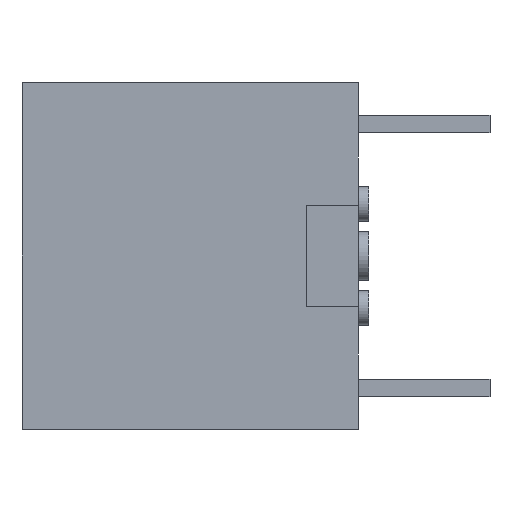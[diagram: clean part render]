
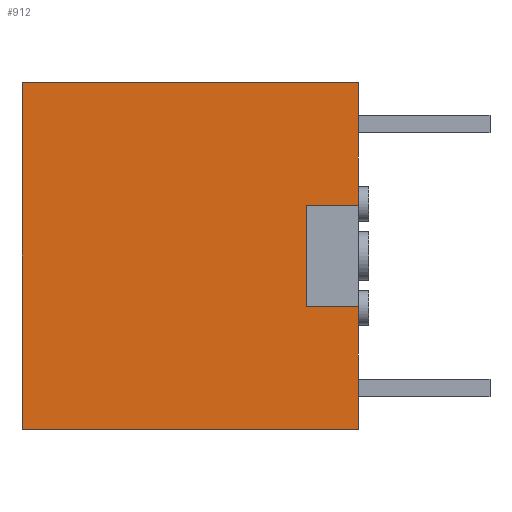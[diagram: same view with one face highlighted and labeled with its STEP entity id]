
A CAD part, left-side view. The second image highlights one B-rep face of the part: STEP entity #912.
In plain terms, the highlighted planar face has unit normal (-1, 0, 0).
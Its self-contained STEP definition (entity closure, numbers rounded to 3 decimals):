
#8 = EDGE_CURVE ( 'NONE', #546, #306, #866, .T. ) ;
#62 = VERTEX_POINT ( 'NONE', #1154 ) ;
#70 = VERTEX_POINT ( 'NONE', #1225 ) ;
#232 = ORIENTED_EDGE ( 'NONE', *, *, #1410, .T. ) ;
#306 = VERTEX_POINT ( 'NONE', #1520 ) ;
#340 = EDGE_CURVE ( 'NONE', #765, #62, #1543, .T. ) ;
#416 = EDGE_CURVE ( 'NONE', #70, #513, #1579, .T. ) ;
#490 = VERTEX_POINT ( 'NONE', #829 ) ;
#511 = EDGE_CURVE ( 'NONE', #490, #610, #918, .T. ) ;
#513 = VERTEX_POINT ( 'NONE', #922 ) ;
#546 = VERTEX_POINT ( 'NONE', #1031 ) ;
#586 = ORIENTED_EDGE ( 'NONE', *, *, #614, .T. ) ;
#602 = ORIENTED_EDGE ( 'NONE', *, *, #659, .F. ) ;
#610 = VERTEX_POINT ( 'NONE', #1380 ) ;
#612 = ORIENTED_EDGE ( 'NONE', *, *, #340, .F. ) ;
#614 = EDGE_CURVE ( 'NONE', #610, #546, #1391, .T. ) ;
#659 = EDGE_CURVE ( 'NONE', #490, #70, #1564, .T. ) ;
#682 = ORIENTED_EDGE ( 'NONE', *, *, #416, .F. ) ;
#715 = ORIENTED_EDGE ( 'NONE', *, *, #8, .T. ) ;
#735 = ORIENTED_EDGE ( 'NONE', *, *, #779, .F. ) ;
#765 = VERTEX_POINT ( 'NONE', #1253 ) ;
#779 = EDGE_CURVE ( 'NONE', #62, #306, #1328, .T. ) ;
#829 = CARTESIAN_POINT ( 'NONE',  ( -1.11, 10., -8.81 ) ) ;
#866 = LINE ( 'NONE', #867, #868 ) ;
#867 = CARTESIAN_POINT ( 'NONE',  ( -1.11, 0.3, -5.275 ) ) ;
#868 = VECTOR ( 'NONE', #869, 1000. ) ;
#869 = DIRECTION ( 'NONE',  ( 0., 1., 0. ) ) ;
#874 = ORIENTED_EDGE ( 'NONE', *, *, #511, .T. ) ;
#911 = EDGE_LOOP ( 'NONE', ( #586, #715, #735, #612, #232, #682, #602, #874 ) ) ;
#912 = ADVANCED_FACE ( 'NONE', ( #1012 ), #1016, .F. ) ;
#918 = LINE ( 'NONE', #919, #920 ) ;
#919 = CARTESIAN_POINT ( 'NONE',  ( -1.11, 10., -8.81 ) ) ;
#920 = VECTOR ( 'NONE', #921, 1000. ) ;
#921 = DIRECTION ( 'NONE',  ( 0., -1., 0. ) ) ;
#922 = CARTESIAN_POINT ( 'NONE',  ( -1.11, 0.3, 1.19 ) ) ;
#1012 = FACE_OUTER_BOUND ( 'NONE', #911, .T. ) ;
#1016 = PLANE ( 'NONE',  #1017 ) ;
#1017 = AXIS2_PLACEMENT_3D ( 'NONE', #1018, #1019, #1020 ) ;
#1018 = CARTESIAN_POINT ( 'NONE',  ( -1.11, 10., -8.81 ) ) ;
#1019 = DIRECTION ( 'NONE',  ( 1., 0., 0. ) ) ;
#1020 = DIRECTION ( 'NONE',  ( 0., 0., -1. ) ) ;
#1031 = CARTESIAN_POINT ( 'NONE',  ( -1.11, 0.3, -5.275 ) ) ;
#1154 = CARTESIAN_POINT ( 'NONE',  ( -1.11, 1.8, -2.345 ) ) ;
#1208 = LINE ( 'NONE', #1209, #1210 ) ;
#1209 = CARTESIAN_POINT ( 'NONE',  ( -1.11, 0.3, -8.81 ) ) ;
#1210 = VECTOR ( 'NONE', #1211, 1000. ) ;
#1211 = DIRECTION ( 'NONE',  ( 0., 0., 1. ) ) ;
#1225 = CARTESIAN_POINT ( 'NONE',  ( -1.11, 10., 1.19 ) ) ;
#1253 = CARTESIAN_POINT ( 'NONE',  ( -1.11, 0.3, -2.345 ) ) ;
#1328 = LINE ( 'NONE', #1329, #1330 ) ;
#1329 = CARTESIAN_POINT ( 'NONE',  ( -1.11, 1.8, -2.345 ) ) ;
#1330 = VECTOR ( 'NONE', #1331, 1000. ) ;
#1331 = DIRECTION ( 'NONE',  ( 0., 0., -1. ) ) ;
#1380 = CARTESIAN_POINT ( 'NONE',  ( -1.11, 0.3, -8.81 ) ) ;
#1391 = LINE ( 'NONE', #1392, #1393 ) ;
#1392 = CARTESIAN_POINT ( 'NONE',  ( -1.11, 0.3, -8.81 ) ) ;
#1393 = VECTOR ( 'NONE', #1394, 1000. ) ;
#1394 = DIRECTION ( 'NONE',  ( 0., 0., 1. ) ) ;
#1410 = EDGE_CURVE ( 'NONE', #765, #513, #1208, .T. ) ;
#1520 = CARTESIAN_POINT ( 'NONE',  ( -1.11, 1.8, -5.275 ) ) ;
#1543 = LINE ( 'NONE', #1545, #1546 ) ;
#1545 = CARTESIAN_POINT ( 'NONE',  ( -1.11, 0.3, -2.345 ) ) ;
#1546 = VECTOR ( 'NONE', #1547, 1000. ) ;
#1547 = DIRECTION ( 'NONE',  ( 0., 1., 0. ) ) ;
#1564 = LINE ( 'NONE', #1565, #1566 ) ;
#1565 = CARTESIAN_POINT ( 'NONE',  ( -1.11, 10., -8.81 ) ) ;
#1566 = VECTOR ( 'NONE', #1567, 1000. ) ;
#1567 = DIRECTION ( 'NONE',  ( 0., 0., 1. ) ) ;
#1579 = LINE ( 'NONE', #1580, #1581 ) ;
#1580 = CARTESIAN_POINT ( 'NONE',  ( -1.11, 10., 1.19 ) ) ;
#1581 = VECTOR ( 'NONE', #1582, 1000. ) ;
#1582 = DIRECTION ( 'NONE',  ( 0., -1., 0. ) ) ;
